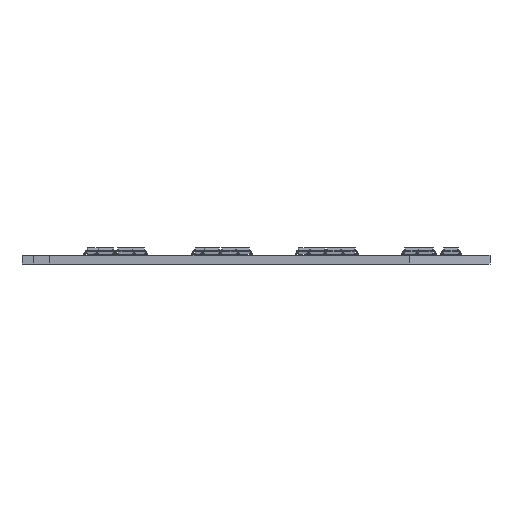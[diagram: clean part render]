
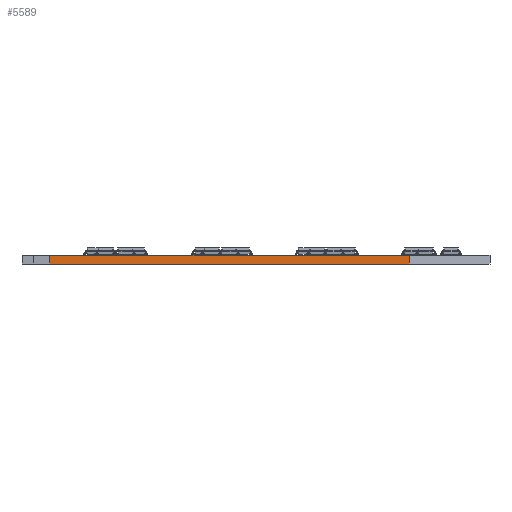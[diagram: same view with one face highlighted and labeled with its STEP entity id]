
A CAD part, left-side view. The second image highlights one B-rep face of the part: STEP entity #5589.
In plain terms, the highlighted planar face has unit normal (-1, 0, 0).
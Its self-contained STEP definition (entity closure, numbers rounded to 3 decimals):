
#2242 = VERTEX_POINT('',#2243);
#2243 = CARTESIAN_POINT('',(22.,-90.,0.));
#2249 = EDGE_CURVE('',#2242,#2250,#2252,.T.);
#2250 = VERTEX_POINT('',#2251);
#2251 = CARTESIAN_POINT('',(22.,-25.5,0.));
#2252 = LINE('',#2253,#2254);
#2253 = CARTESIAN_POINT('',(22.,-90.,0.));
#2254 = VECTOR('',#2255,1.);
#2255 = DIRECTION('',(0.,1.,0.));
#3836 = VERTEX_POINT('',#3837);
#3837 = CARTESIAN_POINT('',(22.,-90.,1.6));
#3843 = EDGE_CURVE('',#3836,#3844,#3846,.T.);
#3844 = VERTEX_POINT('',#3845);
#3845 = CARTESIAN_POINT('',(22.,-25.5,1.6));
#3846 = LINE('',#3847,#3848);
#3847 = CARTESIAN_POINT('',(22.,-90.,1.6));
#3848 = VECTOR('',#3849,1.);
#3849 = DIRECTION('',(0.,1.,0.));
#5559 = EDGE_CURVE('',#2250,#3844,#5560,.T.);
#5560 = LINE('',#5561,#5562);
#5561 = CARTESIAN_POINT('',(22.,-25.5,0.));
#5562 = VECTOR('',#5563,1.);
#5563 = DIRECTION('',(0.,0.,1.));
#5589 = ADVANCED_FACE('',(#5590),#5601,.T.);
#5590 = FACE_BOUND('',#5591,.T.);
#5591 = EDGE_LOOP('',(#5592,#5598,#5599,#5600));
#5592 = ORIENTED_EDGE('',*,*,#5593,.T.);
#5593 = EDGE_CURVE('',#2242,#3836,#5594,.T.);
#5594 = LINE('',#5595,#5596);
#5595 = CARTESIAN_POINT('',(22.,-90.,0.));
#5596 = VECTOR('',#5597,1.);
#5597 = DIRECTION('',(0.,0.,1.));
#5598 = ORIENTED_EDGE('',*,*,#3843,.T.);
#5599 = ORIENTED_EDGE('',*,*,#5559,.F.);
#5600 = ORIENTED_EDGE('',*,*,#2249,.F.);
#5601 = PLANE('',#5602);
#5602 = AXIS2_PLACEMENT_3D('',#5603,#5604,#5605);
#5603 = CARTESIAN_POINT('',(22.,-90.,0.));
#5604 = DIRECTION('',(-1.,0.,0.));
#5605 = DIRECTION('',(0.,1.,0.));
